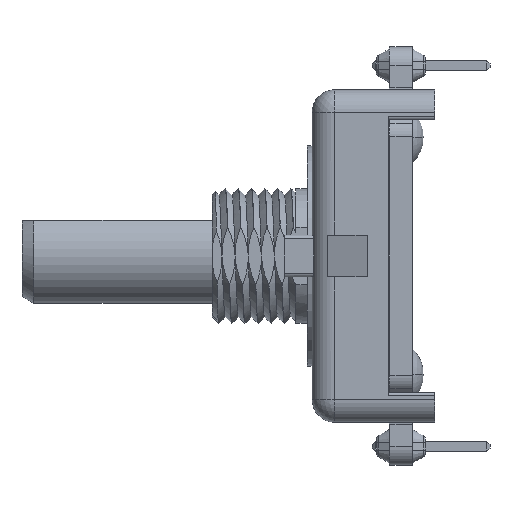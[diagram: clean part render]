
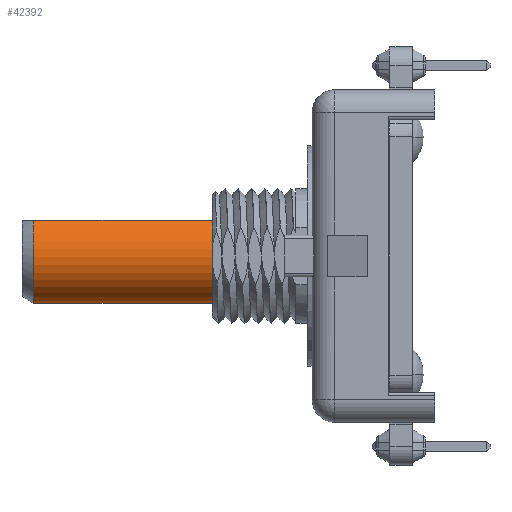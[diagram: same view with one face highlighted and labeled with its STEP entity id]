
A CAD part, left-side view. The second image highlights one B-rep face of the part: STEP entity #42392.
In plain terms, the highlighted cylindrical face has radius 3.162 mm (diameter 6.325 mm), a partial arc.
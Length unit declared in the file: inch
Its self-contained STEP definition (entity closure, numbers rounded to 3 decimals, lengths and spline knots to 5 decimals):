
#13204=CARTESIAN_POINT('',(-0.08221,0.931,0.0935));
#13206=CARTESIAN_POINT('',(0.08221,0.931,0.0935));
#13213=CARTESIAN_POINT('',(0.,0.462,0.));
#13214=DIRECTION('',(0.,-1.,0.));
#13215=DIRECTION('',(-0.66,0.,0.751));
#13216=AXIS2_PLACEMENT_3D('',#13213,#13214,#13215);
#13218=DIRECTION('',(0.,1.,0.));
#13219=VECTOR('',#13218,0.469);
#13220=CARTESIAN_POINT('',(0.08221,0.462,0.0935));
#13221=LINE('',#13220,#13219);
#13222=CARTESIAN_POINT('',(0.,0.931,0.));
#13223=DIRECTION('',(0.,1.,0.));
#13224=DIRECTION('',(0.66,0.,0.751));
#13225=AXIS2_PLACEMENT_3D('',#13222,#13223,#13224);
#13227=DIRECTION('',(0.,1.,0.));
#13228=VECTOR('',#13227,0.469);
#13229=CARTESIAN_POINT('',(-0.08221,0.462,0.0935));
#13230=LINE('',#13229,#13228);
#18790=VERTEX_POINT('',#13206);
#18793=VERTEX_POINT('',#13204);
#22417=CARTESIAN_POINT('',(-0.08221,0.462,0.0935));
#22418=CARTESIAN_POINT('',(0.08221,0.462,0.0935));
#22419=VERTEX_POINT('',#22417);
#22420=VERTEX_POINT('',#22418);
#42380=CARTESIAN_POINT('',(0.,0.108,0.));
#42381=DIRECTION('',(0.,1.,0.));
#42382=DIRECTION('',(1.,0.,0.));
#42383=AXIS2_PLACEMENT_3D('',#42380,#42381,#42382);
#42384=CYLINDRICAL_SURFACE('',#42383,0.1245);
#42385=ORIENTED_EDGE('',*,*,#42356,.T.);
#42386=ORIENTED_EDGE('',*,*,#42375,.T.);
#42388=ORIENTED_EDGE('',*,*,#42387,.T.);
#42389=ORIENTED_EDGE('',*,*,#42367,.F.);
#42390=EDGE_LOOP('',(#42385,#42386,#42388,#42389));
#42391=FACE_OUTER_BOUND('',#42390,.F.);
#42392=ADVANCED_FACE('',(#42391),#42384,.T.);
#13217=CIRCLE('',#13216,0.1245);
#13226=CIRCLE('',#13225,0.1245);
#42356=EDGE_CURVE('',#22419,#22420,#13217,.T.);
#42367=EDGE_CURVE('',#22419,#18793,#13230,.T.);
#42375=EDGE_CURVE('',#22420,#18790,#13221,.T.);
#42387=EDGE_CURVE('',#18790,#18793,#13226,.T.);
